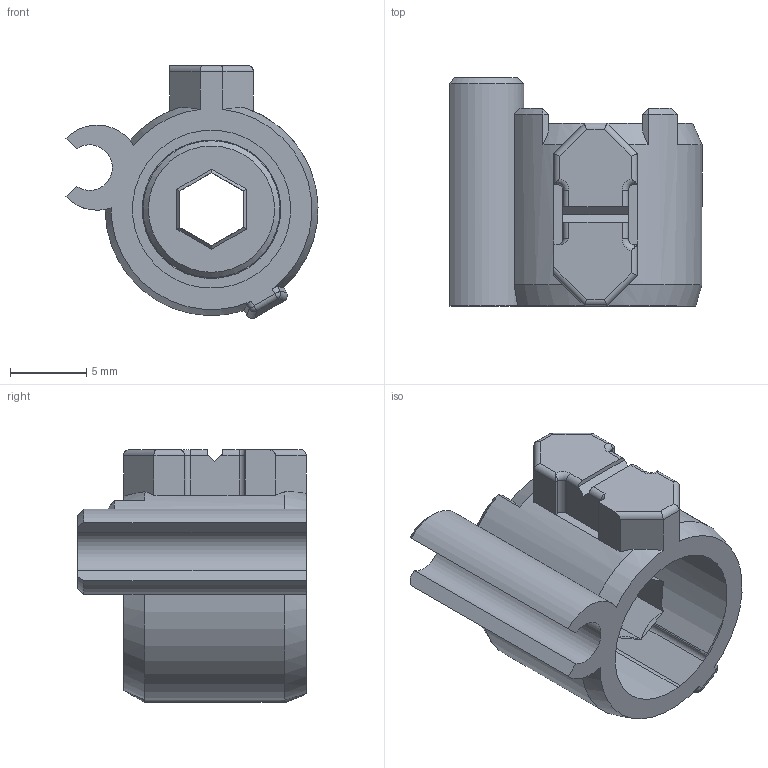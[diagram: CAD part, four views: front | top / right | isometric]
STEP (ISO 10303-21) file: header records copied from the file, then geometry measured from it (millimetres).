
FILE_DESCRIPTION(/* description */ (''),/* implementation_level */ '2;1');
FILE_NAME(/* name */ 'Stumpy PSF MK II Shuttle 3x2 magnets mono.step',/* time_stamp */ '2026-01-21T14:47:07+13:00',/* author */ (''),/* organization */ (''),/* preprocessor_version */ 'ST-DEVELOPER v20.1',/* originating_system */ 'Autodesk Translation Framework v14.21.0.0',/* authorisation */ '');
FILE_SCHEMA (('AUTOMOTIVE_DESIGN { 1 0 10303 214 3 1 1 }'));
Length unit declared in the file: millimetre
Products named in the file (1): Stumpy PSF MK II Shuttle 3x2 magnets
Bounding box: 16.57 x 15 x 16.62 mm (x, y, z)
Volume: 1634.4 mm3; surface area: 1341.4 mm2
Topology: 1 solids, 1 shells, 179 faces, 460 edges, 285 vertices
Faces by surface type: cylinder 73, plane 70, cone 28, torus 4, sphere 4
Full cylindrical faces by diameter (mm): 8.3 x2, 9 x1
Entity records: 5776 total; most frequent: CARTESIAN_POINT 1413, DIRECTION 924, ORIENTED_EDGE 920, EDGE_CURVE 460, AXIS2_PLACEMENT_3D 358, VERTEX_POINT 285, LINE 208, VECTOR 208
